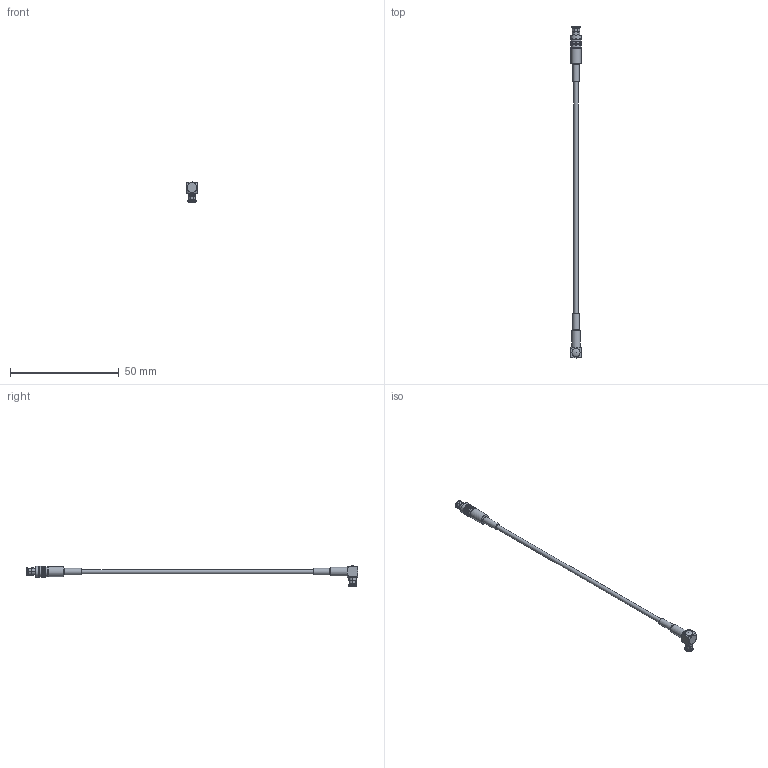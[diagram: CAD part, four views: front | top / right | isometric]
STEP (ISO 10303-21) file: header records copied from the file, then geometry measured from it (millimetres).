
FILE_DESCRIPTION(/* description */ ('Unknown'),/* implementation_level */ '2;1');
FILE_NAME(/* name */ '65506606515304',/* time_stamp */ '2019-04-30T14:56:16+02:00',/* author */ ('Unknown'),/* organization */ ('Unknown'),/* preprocessor_version */ 'ST-DEVELOPER v16.7',/* originating_system */ 'DEX',/* authorisation */ $);
FILE_SCHEMA (('AUTOMOTIVE_DESIGN {1 0 10303 214 3 1 1}'));
Products named in the file (1): 65506606515304
Bounding box: 5 x 152.41 x 9.4 mm (x, y, z)
Volume: 918.2 mm3; surface area: 1770.3 mm2
Topology: 1 solids, 1 shells, 1362 faces, 2903 edges, 1566 vertices
Faces by surface type: bspline 880, cylinder 301, plane 117, cone 61, torus 3
Full cylindrical faces by diameter (mm): 0.5 x2, 0.87 x1, 0.96 x2, 1.36 x1, 1.9 x1, 1.96 x1, 2 x1, 2.04 x2, 2.4 x1, 2.5 x2, 2.96 x1, 3 x1, 3.4 x2, 3.7 x1, 4 x1, 4.6 x4, 4.7 x1, 5 x4
Entity records: 58231 total; most frequent: CARTESIAN_POINT 29454, ORIENTED_EDGE 5674, EDGE_CURVE 2837, DIRECTION 1816, VERTEX_POINT 1546, FACE_BOUND 1431, EDGE_LOOP 1430, STYLED_ITEM 1362
